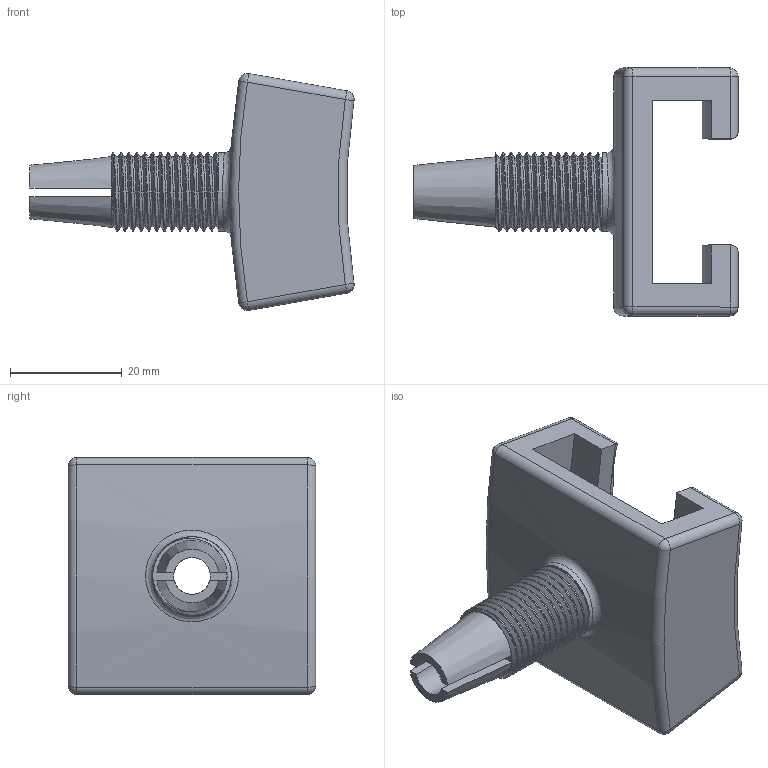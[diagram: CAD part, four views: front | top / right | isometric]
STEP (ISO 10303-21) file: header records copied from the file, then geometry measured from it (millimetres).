
FILE_DESCRIPTION(/* description */ (''),/* implementation_level */ '2;1');
FILE_NAME(/* name */ 'slider.step',/* time_stamp */ '2021-05-17T15:12:24-07:00',/* author */ (''),/* organization */ (''),/* preprocessor_version */ 'ST-DEVELOPER v18.1',/* originating_system */ 'Autodesk Translation Framework v10.6.0.1341',/* authorisation */ '');
FILE_SCHEMA (('AUTOMOTIVE_DESIGN { 1 0 10303 214 3 1 1 }'));
Length unit declared in the file: inch
Products named in the file (1): forehead_slider
Bounding box: 58.11 x 44.45 x 42.5 mm (x, y, z)
Volume: 21977.4 mm3; surface area: 10901.9 mm2
Topology: 1 solids, 1 shells, 86 faces, 223 edges, 139 vertices
Faces by surface type: cylinder 48, plane 19, sphere 8, torus 6, bspline 3, cone 2
Full cylindrical faces by diameter (mm): 6.604 x2, 12.573 x13, 14.087 x14
Entity records: 5877 total; most frequent: CARTESIAN_POINT 3855, ORIENTED_EDGE 446, DIRECTION 377, EDGE_CURVE 223, AXIS2_PLACEMENT_3D 149, VERTEX_POINT 139, EDGE_LOOP 88, FACE_OUTER_BOUND 86
